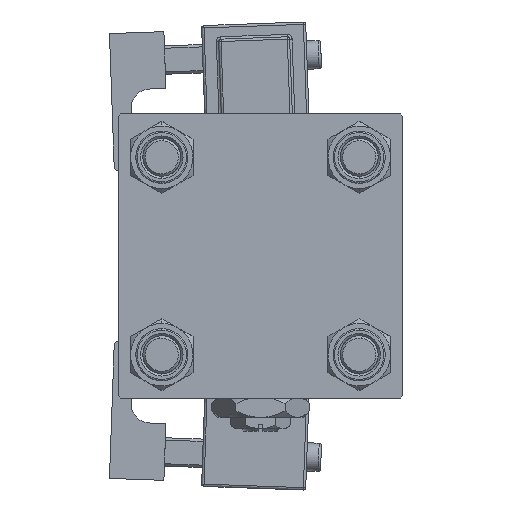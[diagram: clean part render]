
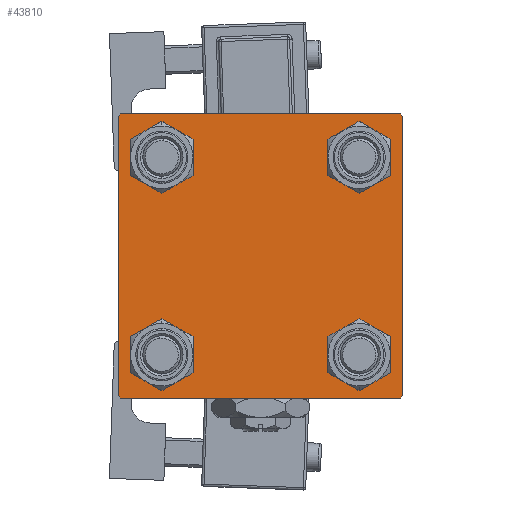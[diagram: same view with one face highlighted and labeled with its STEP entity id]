
A CAD part, left-side view. The second image highlights one B-rep face of the part: STEP entity #43810.
In plain terms, the highlighted planar face has unit normal (-1, 0, 0).
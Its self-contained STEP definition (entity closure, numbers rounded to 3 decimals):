
#647 = VERTEX_POINT ( 'NONE', #41243 ) ;
#905 = DIRECTION ( 'NONE',  ( -1., 0., 0. ) ) ;
#1090 = CARTESIAN_POINT ( 'NONE',  ( 0., 30., 30. ) ) ;
#1598 = DIRECTION ( 'NONE',  ( 0., 0., 1. ) ) ;
#1605 = VECTOR ( 'NONE', #40959, 1000. ) ;
#2064 = AXIS2_PLACEMENT_3D ( 'NONE', #40706, #6821, #6539 ) ;
#2974 = LINE ( 'NONE', #54569, #4300 ) ;
#3263 = AXIS2_PLACEMENT_3D ( 'NONE', #26343, #4131, #30793 ) ;
#3579 = DIRECTION ( 'NONE',  ( 0., -1., 0. ) ) ;
#3640 = ORIENTED_EDGE ( 'NONE', *, *, #51210, .T. ) ;
#4131 = DIRECTION ( 'NONE',  ( 1., 0., 0. ) ) ;
#4300 = VECTOR ( 'NONE', #12880, 1000. ) ;
#4422 = AXIS2_PLACEMENT_3D ( 'NONE', #42172, #16333, #8295 ) ;
#4682 = VERTEX_POINT ( 'NONE', #8947 ) ;
#5306 = CARTESIAN_POINT ( 'NONE',  ( 0., -20.85, 16.35 ) ) ;
#5337 = ORIENTED_EDGE ( 'NONE', *, *, #43624, .T. ) ;
#5351 = FACE_OUTER_BOUND ( 'NONE', #34773, .T. ) ;
#6539 = DIRECTION ( 'NONE',  ( 0., 0., 1. ) ) ;
#6741 = CIRCLE ( 'NONE', #37820, 4.5 ) ;
#6821 = DIRECTION ( 'NONE',  ( 1., 0., 0. ) ) ;
#7085 = LINE ( 'NONE', #54290, #1605 ) ;
#7334 = DIRECTION ( 'NONE',  ( 1., 0., 0. ) ) ;
#7486 = AXIS2_PLACEMENT_3D ( 'NONE', #12586, #7334, #54264 ) ;
#7765 = DIRECTION ( 'NONE',  ( 0., 0., 1. ) ) ;
#8295 = DIRECTION ( 'NONE',  ( 0., 0., 1. ) ) ;
#8442 = DIRECTION ( 'NONE',  ( 0., 0.707, 0.707 ) ) ;
#8635 = EDGE_CURVE ( 'NONE', #22616, #20923, #7085, .T. ) ;
#8706 = DIRECTION ( 'NONE',  ( 0., 0., 1. ) ) ;
#8947 = CARTESIAN_POINT ( 'NONE',  ( 0., -20.85, 25.35 ) ) ;
#9574 = VERTEX_POINT ( 'NONE', #28768 ) ;
#9725 = CARTESIAN_POINT ( 'NONE',  ( 0., 30., -30. ) ) ;
#9921 = ORIENTED_EDGE ( 'NONE', *, *, #52627, .T. ) ;
#10046 = ORIENTED_EDGE ( 'NONE', *, *, #29431, .F. ) ;
#10737 = CARTESIAN_POINT ( 'NONE',  ( 0., -20.85, 20.85 ) ) ;
#11691 = CARTESIAN_POINT ( 'NONE',  ( 0., -30., -29.5 ) ) ;
#11914 = VECTOR ( 'NONE', #34126, 1000. ) ;
#12150 = CIRCLE ( 'NONE', #21924, 4.5 ) ;
#12586 = CARTESIAN_POINT ( 'NONE',  ( 0., -20.85, -20.85 ) ) ;
#12880 = DIRECTION ( 'NONE',  ( 0., 0.707, -0.707 ) ) ;
#12914 = CARTESIAN_POINT ( 'NONE',  ( 0., -30., 29.5 ) ) ;
#13134 = FACE_BOUND ( 'NONE', #33425, .T. ) ;
#14113 = CARTESIAN_POINT ( 'NONE',  ( 0., 20.85, 16.35 ) ) ;
#15296 = DIRECTION ( 'NONE',  ( 0., -1., 0. ) ) ;
#15953 = ORIENTED_EDGE ( 'NONE', *, *, #46772, .T. ) ;
#16251 = CARTESIAN_POINT ( 'NONE',  ( 0., -30., 30. ) ) ;
#16333 = DIRECTION ( 'NONE',  ( 1., 0., 0. ) ) ;
#16429 = CARTESIAN_POINT ( 'NONE',  ( 0., 30., 29.5 ) ) ;
#16529 = DIRECTION ( 'NONE',  ( 0., 0., -1. ) ) ;
#16665 = VECTOR ( 'NONE', #16529, 1000. ) ;
#16900 = LINE ( 'NONE', #29702, #11914 ) ;
#17223 = EDGE_CURVE ( 'NONE', #19271, #9574, #38432, .T. ) ;
#17369 = ORIENTED_EDGE ( 'NONE', *, *, #50274, .F. ) ;
#17654 = ORIENTED_EDGE ( 'NONE', *, *, #17223, .T. ) ;
#17679 = CIRCLE ( 'NONE', #4422, 4.5 ) ;
#17684 = EDGE_CURVE ( 'NONE', #36796, #48153, #38127, .T. ) ;
#18314 = VERTEX_POINT ( 'NONE', #12914 ) ;
#18663 = CARTESIAN_POINT ( 'NONE',  ( 0., 20.85, -25.35 ) ) ;
#18953 = ORIENTED_EDGE ( 'NONE', *, *, #38675, .T. ) ;
#19229 = CIRCLE ( 'NONE', #3263, 4.5 ) ;
#19271 = VERTEX_POINT ( 'NONE', #50151 ) ;
#20923 = VERTEX_POINT ( 'NONE', #11691 ) ;
#21115 = CIRCLE ( 'NONE', #34400, 4.5 ) ;
#21738 = CARTESIAN_POINT ( 'NONE',  ( 0., 20.85, -16.35 ) ) ;
#21924 = AXIS2_PLACEMENT_3D ( 'NONE', #37757, #36653, #7765 ) ;
#21940 = EDGE_CURVE ( 'NONE', #18314, #647, #32641, .T. ) ;
#22040 = FACE_BOUND ( 'NONE', #30965, .T. ) ;
#22616 = VERTEX_POINT ( 'NONE', #24092 ) ;
#22786 = CARTESIAN_POINT ( 'NONE',  ( 0., 29.5, 30. ) ) ;
#22977 = CIRCLE ( 'NONE', #31861, 4.5 ) ;
#23649 = CARTESIAN_POINT ( 'NONE',  ( 0., 30., 30. ) ) ;
#24027 = VERTEX_POINT ( 'NONE', #5306 ) ;
#24092 = CARTESIAN_POINT ( 'NONE',  ( 0., -29.5, -30. ) ) ;
#25418 = AXIS2_PLACEMENT_3D ( 'NONE', #26194, #905, #8706 ) ;
#26173 = CARTESIAN_POINT ( 'NONE',  ( 0., -20.85, 20.85 ) ) ;
#26194 = CARTESIAN_POINT ( 'NONE',  ( 0., 0., 0. ) ) ;
#26343 = CARTESIAN_POINT ( 'NONE',  ( 0., 20.85, -20.85 ) ) ;
#26441 = VECTOR ( 'NONE', #3579, 1000. ) ;
#27398 = EDGE_CURVE ( 'NONE', #30066, #36058, #19229, .T. ) ;
#28768 = CARTESIAN_POINT ( 'NONE',  ( 0., -20.85, -25.35 ) ) ;
#29100 = VECTOR ( 'NONE', #15296, 1000. ) ;
#29181 = EDGE_CURVE ( 'NONE', #24027, #4682, #21115, .T. ) ;
#29431 = EDGE_CURVE ( 'NONE', #51447, #647, #53342, .T. ) ;
#29702 = CARTESIAN_POINT ( 'NONE',  ( 0., 29.75, -29.75 ) ) ;
#30066 = VERTEX_POINT ( 'NONE', #21738 ) ;
#30104 = FACE_BOUND ( 'NONE', #45101, .T. ) ;
#30531 = VECTOR ( 'NONE', #42294, 1000. ) ;
#30671 = VERTEX_POINT ( 'NONE', #47148 ) ;
#30793 = DIRECTION ( 'NONE',  ( 0., 0., 1. ) ) ;
#30931 = FACE_BOUND ( 'NONE', #48096, .T. ) ;
#30965 = EDGE_LOOP ( 'NONE', ( #34936, #9921 ) ) ;
#31064 = DIRECTION ( 'NONE',  ( 1., 0., 0. ) ) ;
#31861 = AXIS2_PLACEMENT_3D ( 'NONE', #46294, #42401, #37969 ) ;
#32641 = LINE ( 'NONE', #49540, #42209 ) ;
#32973 = VERTEX_POINT ( 'NONE', #42368 ) ;
#33425 = EDGE_LOOP ( 'NONE', ( #41462, #37247 ) ) ;
#33496 = EDGE_CURVE ( 'NONE', #32973, #44780, #17679, .T. ) ;
#34126 = DIRECTION ( 'NONE',  ( 0., -0.707, -0.707 ) ) ;
#34400 = AXIS2_PLACEMENT_3D ( 'NONE', #26173, #38126, #42293 ) ;
#34773 = EDGE_LOOP ( 'NONE', ( #50750, #18953, #15953, #50456, #17369, #44321, #10046, #3640 ) ) ;
#34936 = ORIENTED_EDGE ( 'NONE', *, *, #33496, .T. ) ;
#35340 = ORIENTED_EDGE ( 'NONE', *, *, #29181, .T. ) ;
#35380 = CARTESIAN_POINT ( 'NONE',  ( 0., 30., -29.5 ) ) ;
#35845 = EDGE_CURVE ( 'NONE', #9574, #19271, #39398, .T. ) ;
#36058 = VERTEX_POINT ( 'NONE', #18663 ) ;
#36653 = DIRECTION ( 'NONE',  ( 1., 0., 0. ) ) ;
#36796 = VERTEX_POINT ( 'NONE', #16429 ) ;
#37247 = ORIENTED_EDGE ( 'NONE', *, *, #44493, .T. ) ;
#37757 = CARTESIAN_POINT ( 'NONE',  ( 0., 20.85, -20.85 ) ) ;
#37820 = AXIS2_PLACEMENT_3D ( 'NONE', #10737, #31064, #1598 ) ;
#37969 = DIRECTION ( 'NONE',  ( 0., 0., 1. ) ) ;
#38126 = DIRECTION ( 'NONE',  ( 1., 0., 0. ) ) ;
#38127 = LINE ( 'NONE', #1090, #30531 ) ;
#38432 = CIRCLE ( 'NONE', #2064, 4.5 ) ;
#38675 = EDGE_CURVE ( 'NONE', #48153, #30671, #16900, .T. ) ;
#38686 = PLANE ( 'NONE',  #25418 ) ;
#39398 = CIRCLE ( 'NONE', #7486, 4.5 ) ;
#40706 = CARTESIAN_POINT ( 'NONE',  ( 0., -20.85, -20.85 ) ) ;
#40959 = DIRECTION ( 'NONE',  ( 0., -0.707, 0.707 ) ) ;
#41243 = CARTESIAN_POINT ( 'NONE',  ( 0., -29.5, 30. ) ) ;
#41462 = ORIENTED_EDGE ( 'NONE', *, *, #27398, .T. ) ;
#42172 = CARTESIAN_POINT ( 'NONE',  ( 0., 20.85, 20.85 ) ) ;
#42209 = VECTOR ( 'NONE', #8442, 1000. ) ;
#42293 = DIRECTION ( 'NONE',  ( 0., 0., 1. ) ) ;
#42294 = DIRECTION ( 'NONE',  ( 0., 0., -1. ) ) ;
#42368 = CARTESIAN_POINT ( 'NONE',  ( 0., 20.85, 25.35 ) ) ;
#42401 = DIRECTION ( 'NONE',  ( 1., 0., 0. ) ) ;
#43624 = EDGE_CURVE ( 'NONE', #4682, #24027, #6741, .T. ) ;
#43810 = ADVANCED_FACE ( 'NONE', ( #30104, #30931, #13134, #22040, #5351 ), #38686, .T. ) ;
#44321 = ORIENTED_EDGE ( 'NONE', *, *, #21940, .T. ) ;
#44493 = EDGE_CURVE ( 'NONE', #36058, #30066, #12150, .T. ) ;
#44780 = VERTEX_POINT ( 'NONE', #14113 ) ;
#45101 = EDGE_LOOP ( 'NONE', ( #5337, #35340 ) ) ;
#46255 = LINE ( 'NONE', #16251, #16665 ) ;
#46294 = CARTESIAN_POINT ( 'NONE',  ( 0., 20.85, 20.85 ) ) ;
#46772 = EDGE_CURVE ( 'NONE', #30671, #22616, #47758, .T. ) ;
#47148 = CARTESIAN_POINT ( 'NONE',  ( 0., 29.5, -30. ) ) ;
#47758 = LINE ( 'NONE', #9725, #26441 ) ;
#48096 = EDGE_LOOP ( 'NONE', ( #17654, #48822 ) ) ;
#48153 = VERTEX_POINT ( 'NONE', #35380 ) ;
#48822 = ORIENTED_EDGE ( 'NONE', *, *, #35845, .T. ) ;
#49540 = CARTESIAN_POINT ( 'NONE',  ( 0., -29.75, 29.75 ) ) ;
#50151 = CARTESIAN_POINT ( 'NONE',  ( 0., -20.85, -16.35 ) ) ;
#50274 = EDGE_CURVE ( 'NONE', #18314, #20923, #46255, .T. ) ;
#50456 = ORIENTED_EDGE ( 'NONE', *, *, #8635, .T. ) ;
#50750 = ORIENTED_EDGE ( 'NONE', *, *, #17684, .T. ) ;
#51210 = EDGE_CURVE ( 'NONE', #51447, #36796, #2974, .T. ) ;
#51447 = VERTEX_POINT ( 'NONE', #22786 ) ;
#52627 = EDGE_CURVE ( 'NONE', #44780, #32973, #22977, .T. ) ;
#53342 = LINE ( 'NONE', #23649, #29100 ) ;
#54264 = DIRECTION ( 'NONE',  ( 0., 0., 1. ) ) ;
#54290 = CARTESIAN_POINT ( 'NONE',  ( 0., -29.75, -29.75 ) ) ;
#54569 = CARTESIAN_POINT ( 'NONE',  ( 0., 29.75, 29.75 ) ) ;
